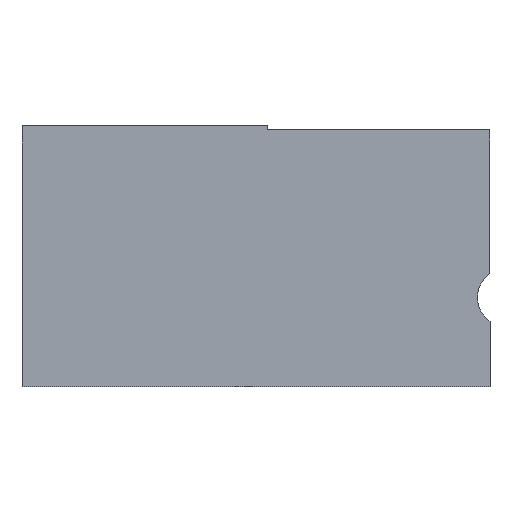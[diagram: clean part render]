
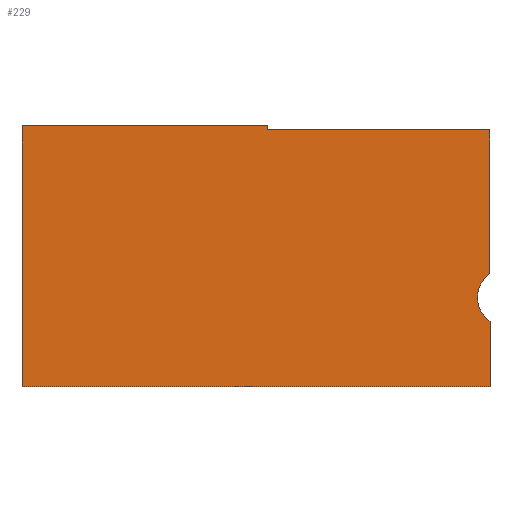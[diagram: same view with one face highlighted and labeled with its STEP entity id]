
A CAD part, top view. The second image highlights one B-rep face of the part: STEP entity #229.
In plain terms, the highlighted planar face has unit normal (0, 0, 1).
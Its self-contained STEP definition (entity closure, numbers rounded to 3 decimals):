
#16=CIRCLE('',#248,5.25);
#28=FACE_OUTER_BOUND('',#40,.T.);
#40=EDGE_LOOP('',(#188,#189,#190,#191,#192,#193,#194,#195,#196,#197));
#44=LINE('',#325,#72);
#48=LINE('',#337,#76);
#51=LINE('',#343,#79);
#54=LINE('',#349,#82);
#57=LINE('',#355,#85);
#60=LINE('',#361,#88);
#63=LINE('',#367,#91);
#66=LINE('',#373,#94);
#69=LINE('',#377,#97);
#72=VECTOR('',#265,10.);
#76=VECTOR('',#277,10.);
#79=VECTOR('',#282,10.);
#82=VECTOR('',#287,10.);
#85=VECTOR('',#292,10.);
#88=VECTOR('',#297,10.);
#91=VECTOR('',#302,10.);
#94=VECTOR('',#307,10.);
#97=VECTOR('',#312,10.);
#100=VERTEX_POINT('',#322);
#101=VERTEX_POINT('',#324);
#103=VERTEX_POINT('',#330);
#105=VERTEX_POINT('',#336);
#107=VERTEX_POINT('',#342);
#109=VERTEX_POINT('',#348);
#111=VERTEX_POINT('',#354);
#113=VERTEX_POINT('',#360);
#115=VERTEX_POINT('',#366);
#117=VERTEX_POINT('',#372);
#120=EDGE_CURVE('',#101,#100,#44,.T.);
#123=EDGE_CURVE('',#103,#101,#16,.T.);
#126=EDGE_CURVE('',#105,#103,#48,.T.);
#129=EDGE_CURVE('',#107,#105,#51,.T.);
#132=EDGE_CURVE('',#109,#107,#54,.T.);
#135=EDGE_CURVE('',#111,#109,#57,.T.);
#138=EDGE_CURVE('',#113,#111,#60,.T.);
#141=EDGE_CURVE('',#115,#113,#63,.T.);
#144=EDGE_CURVE('',#117,#115,#66,.T.);
#147=EDGE_CURVE('',#100,#117,#69,.T.);
#188=ORIENTED_EDGE('',*,*,#147,.T.);
#189=ORIENTED_EDGE('',*,*,#144,.T.);
#190=ORIENTED_EDGE('',*,*,#141,.T.);
#191=ORIENTED_EDGE('',*,*,#138,.T.);
#192=ORIENTED_EDGE('',*,*,#135,.T.);
#193=ORIENTED_EDGE('',*,*,#132,.T.);
#194=ORIENTED_EDGE('',*,*,#129,.T.);
#195=ORIENTED_EDGE('',*,*,#126,.T.);
#196=ORIENTED_EDGE('',*,*,#123,.T.);
#197=ORIENTED_EDGE('',*,*,#120,.T.);
#217=PLANE('',#257);
#229=ADVANCED_FACE('',(#28),#217,.T.);
#248=AXIS2_PLACEMENT_3D('',#331,#271,#272);
#257=AXIS2_PLACEMENT_3D('',#378,#313,#314);
#265=DIRECTION('',(0.,1.,0.));
#271=DIRECTION('center_axis',(0.,0.,-1.));
#272=DIRECTION('ref_axis',(-1.,0.,0.));
#277=DIRECTION('',(0.,1.,0.));
#282=DIRECTION('',(1.,0.,0.));
#287=DIRECTION('',(0.,-1.,0.));
#292=DIRECTION('',(-1.,0.,0.));
#297=DIRECTION('',(0.002,-1.,0.));
#302=DIRECTION('',(-1.,0.,0.));
#307=DIRECTION('',(0.,1.,0.));
#312=DIRECTION('',(-1.,0.,0.));
#313=DIRECTION('center_axis',(0.,0.,1.));
#314=DIRECTION('ref_axis',(-1.,0.,0.));
#322=CARTESIAN_POINT('',(102.,6.066,8.));
#324=CARTESIAN_POINT('',(102.,-19.692,8.));
#325=CARTESIAN_POINT('',(102.,6.895,8.));
#330=CARTESIAN_POINT('',(102.,-28.308,8.));
#331=CARTESIAN_POINT('Origin',(105.,-24.,8.));
#336=CARTESIAN_POINT('',(102.,-40.,8.));
#337=CARTESIAN_POINT('',(102.,6.895,8.));
#342=CARTESIAN_POINT('',(18.,-40.,8.));
#343=CARTESIAN_POINT('',(102.,-40.,8.));
#348=CARTESIAN_POINT('',(18.,6.066,8.));
#349=CARTESIAN_POINT('',(18.,-40.,8.));
#354=CARTESIAN_POINT('',(18.001,6.066,8.));
#355=CARTESIAN_POINT('',(19.222,6.066,8.));
#360=CARTESIAN_POINT('',(18.,6.895,8.));
#361=CARTESIAN_POINT('',(18.,6.895,8.));
#366=CARTESIAN_POINT('',(62.031,6.895,8.));
#367=CARTESIAN_POINT('',(18.,6.895,8.));
#372=CARTESIAN_POINT('',(62.031,6.066,8.));
#373=CARTESIAN_POINT('',(62.031,6.066,8.));
#377=CARTESIAN_POINT('',(93.218,6.066,8.));
#378=CARTESIAN_POINT('Origin',(60.,-16.552,8.));
